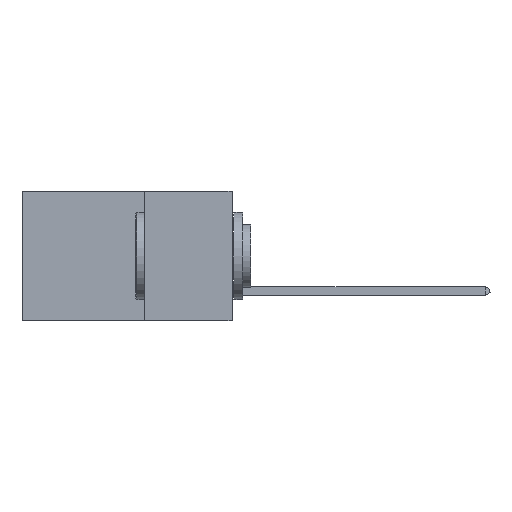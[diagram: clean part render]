
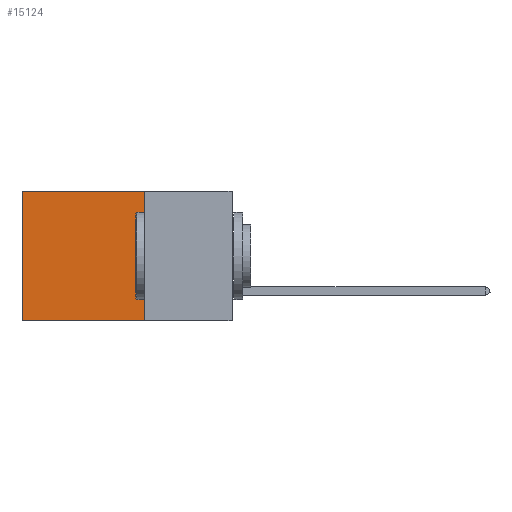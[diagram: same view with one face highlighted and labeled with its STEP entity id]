
A CAD part, left-side view. The second image highlights one B-rep face of the part: STEP entity #15124.
In plain terms, the highlighted planar face has unit normal (-1, 0, 0).
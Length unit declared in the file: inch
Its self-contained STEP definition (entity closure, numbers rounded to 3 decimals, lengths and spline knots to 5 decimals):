
#328 = VECTOR ( 'NONE', #7874, 39.37008 ) ;
#1493 = DIRECTION ( 'NONE',  ( 1., 0., 0. ) ) ;
#1871 = CARTESIAN_POINT ( 'NONE',  ( 0.2875, 0.6, 0. ) ) ;
#2395 = ORIENTED_EDGE ( 'NONE', *, *, #31167, .F. ) ;
#3358 = CARTESIAN_POINT ( 'NONE',  ( 0.2875, 0.6, -0.37 ) ) ;
#4119 = DIRECTION ( 'NONE',  ( 0., 0., -1. ) ) ;
#4418 = CARTESIAN_POINT ( 'NONE',  ( 0.2875, 0.25, 0. ) ) ;
#5642 = PLANE ( 'NONE',  #16730 ) ;
#5907 = ORIENTED_EDGE ( 'NONE', *, *, #14345, .F. ) ;
#6086 = EDGE_CURVE ( 'NONE', #15095, #25498, #6467, .T. ) ;
#6125 = CARTESIAN_POINT ( 'NONE',  ( 0.2875, 0.6, 0. ) ) ;
#6467 = LINE ( 'NONE', #14370, #22100 ) ;
#7874 = DIRECTION ( 'NONE',  ( 0., 0., -1. ) ) ;
#9643 = DIRECTION ( 'NONE',  ( 0., 1., 0. ) ) ;
#10690 = EDGE_CURVE ( 'NONE', #25498, #17562, #14461, .T. ) ;
#13185 = CARTESIAN_POINT ( 'NONE',  ( 0.2875, 0.25, 0. ) ) ;
#14345 = EDGE_CURVE ( 'NONE', #32223, #17562, #30181, .T. ) ;
#14370 = CARTESIAN_POINT ( 'NONE',  ( 0.2875, 0.25, 0. ) ) ;
#14461 = LINE ( 'NONE', #6125, #22043 ) ;
#15011 = EDGE_LOOP ( 'NONE', ( #19379, #5907, #2395, #31915 ) ) ;
#15095 = VERTEX_POINT ( 'NONE', #4418 ) ;
#15124 = ADVANCED_FACE ( 'NONE', ( #30948 ), #5642, .F. ) ;
#16730 = AXIS2_PLACEMENT_3D ( 'NONE', #27195, #1493, #4119 ) ;
#17562 = VERTEX_POINT ( 'NONE', #3358 ) ;
#17770 = CARTESIAN_POINT ( 'NONE',  ( 0.2875, 0.25, -0.37 ) ) ;
#18416 = LINE ( 'NONE', #13185, #328 ) ;
#19379 = ORIENTED_EDGE ( 'NONE', *, *, #10690, .T. ) ;
#21578 = DIRECTION ( 'NONE',  ( 0., 0., -1. ) ) ;
#22043 = VECTOR ( 'NONE', #21578, 39.37008 ) ;
#22100 = VECTOR ( 'NONE', #9643, 39.37008 ) ;
#22499 = VECTOR ( 'NONE', #28740, 39.37008 ) ;
#25498 = VERTEX_POINT ( 'NONE', #1871 ) ;
#26064 = CARTESIAN_POINT ( 'NONE',  ( 0.2875, 0.25, -0.37 ) ) ;
#27195 = CARTESIAN_POINT ( 'NONE',  ( 0.2875, 0.25, 0. ) ) ;
#28740 = DIRECTION ( 'NONE',  ( 0., 1., 0. ) ) ;
#30181 = LINE ( 'NONE', #26064, #22499 ) ;
#30948 = FACE_OUTER_BOUND ( 'NONE', #15011, .T. ) ;
#31167 = EDGE_CURVE ( 'NONE', #15095, #32223, #18416, .T. ) ;
#31915 = ORIENTED_EDGE ( 'NONE', *, *, #6086, .T. ) ;
#32223 = VERTEX_POINT ( 'NONE', #17770 ) ;
